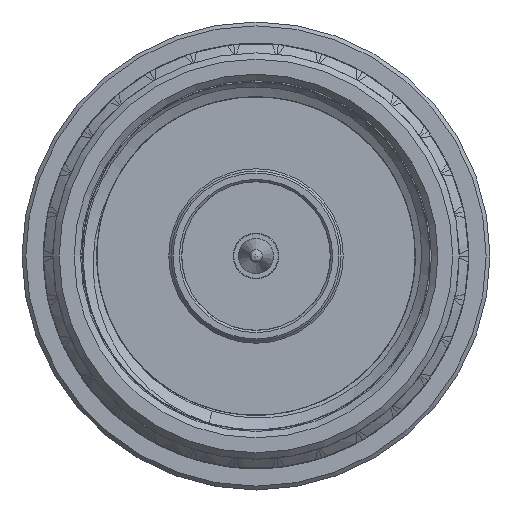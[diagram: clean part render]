
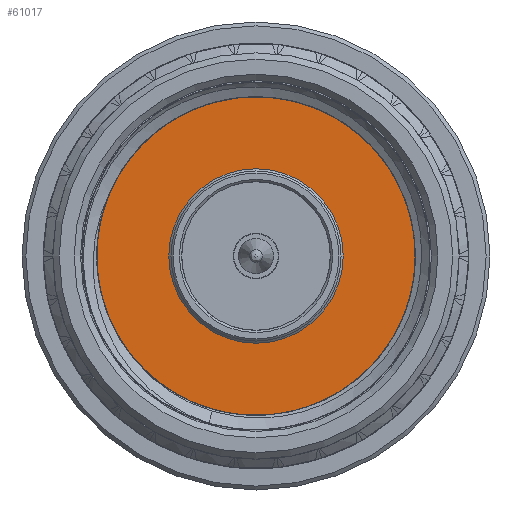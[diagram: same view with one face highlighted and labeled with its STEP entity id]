
A CAD part, front view. The second image highlights one B-rep face of the part: STEP entity #61017.
In plain terms, the highlighted planar face has unit normal (0, -1, 0).
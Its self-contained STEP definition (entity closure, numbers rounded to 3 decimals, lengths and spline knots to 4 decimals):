
#13332=PLANE('',#65067);
#20055=ORIENTED_EDGE('',*,*,#36192,.F.);
#20056=ORIENTED_EDGE('',*,*,#36194,.T.);
#36192=EDGE_CURVE('',#44323,#44323,#47974,.T.);
#36194=EDGE_CURVE('',#44325,#44325,#47976,.T.);
#44323=VERTEX_POINT('',#109819);
#44325=VERTEX_POINT('',#109824);
#47974=CIRCLE('',#65062,4.1);
#47976=CIRCLE('',#65065,8.25);
#50105=EDGE_LOOP('',(#20055));
#50106=EDGE_LOOP('',(#20056));
#55063=FACE_BOUND('',#50105,.T.);
#55064=FACE_BOUND('',#50106,.T.);
#61017=ADVANCED_FACE('',(#55063,#55064),#13332,.T.);
#65062=AXIS2_PLACEMENT_3D('',#109818,#68082,#68083);
#65065=AXIS2_PLACEMENT_3D('',#109823,#68088,#68089);
#65067=AXIS2_PLACEMENT_3D('',#109827,#68092,#68093);
#68082=DIRECTION('',(0.,-1.,0.));
#68083=DIRECTION('',(-1.,0.,0.));
#68088=DIRECTION('',(0.,-1.,0.));
#68089=DIRECTION('',(-1.,0.,0.));
#68092=DIRECTION('',(0.,-1.,0.));
#68093=DIRECTION('',(0.,0.,1.));
#109818=CARTESIAN_POINT('',(0.,-140.275,0.));
#109819=CARTESIAN_POINT('',(-4.1,-140.275,0.));
#109823=CARTESIAN_POINT('',(0.,-140.275,0.));
#109824=CARTESIAN_POINT('',(-8.25,-140.275,0.));
#109827=CARTESIAN_POINT('',(0.,-140.275,0.));
